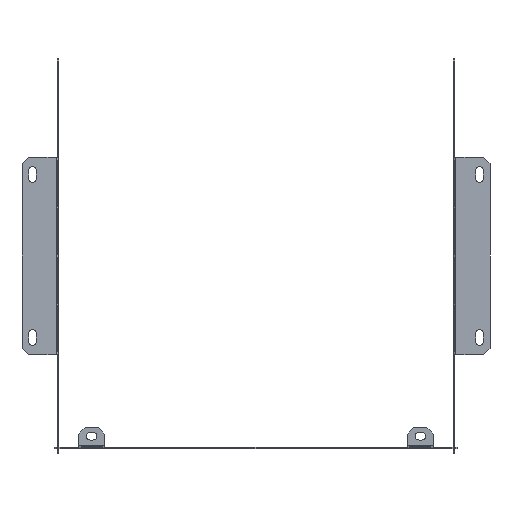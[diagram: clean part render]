
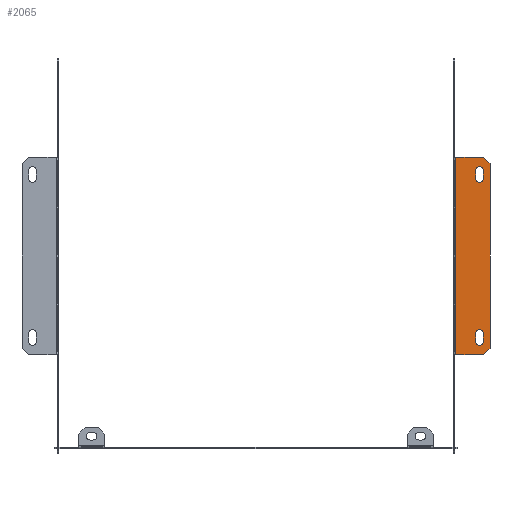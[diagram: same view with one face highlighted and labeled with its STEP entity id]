
A CAD part, left-side view. The second image highlights one B-rep face of the part: STEP entity #2065.
In plain terms, the highlighted face is planar.
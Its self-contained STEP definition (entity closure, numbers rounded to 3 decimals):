
#291 = AXIS2_PLACEMENT_3D ( 'NONE', #16608, #7515, #10037 ) ;
#308 = AXIS2_PLACEMENT_3D ( 'NONE', #1178, #8932, #6327 ) ;
#784 = ORIENTED_EDGE ( 'NONE', *, *, #10594, .F. ) ;
#953 = CARTESIAN_POINT ( 'NONE',  ( 22.004, 65., 149.5 ) ) ;
#1093 = CIRCLE ( 'NONE', #291, 3. ) ;
#1178 = CARTESIAN_POINT ( 'NONE',  ( -148.796, 0., 149.5 ) ) ;
#1185 = ORIENTED_EDGE ( 'NONE', *, *, #16304, .F. ) ;
#1203 = CARTESIAN_POINT ( 'NONE',  ( 22.004, 59., 149.5 ) ) ;
#1205 = VECTOR ( 'NONE', #9367, 1000. ) ;
#1292 = VERTEX_POINT ( 'NONE', #11179 ) ;
#1343 = FACE_BOUND ( 'NONE', #15018, .T. ) ;
#1567 = DIRECTION ( 'NONE',  ( 0.707, 0.707, 0. ) ) ;
#1772 = EDGE_CURVE ( 'NONE', #3499, #12552, #1920, .T. ) ;
#1816 = CARTESIAN_POINT ( 'NONE',  ( 27.004, -70., 149.5 ) ) ;
#1920 = CIRCLE ( 'NONE', #14018, 3. ) ;
#1945 = DIRECTION ( 'NONE',  ( -1., 0., 0. ) ) ;
#2065 = ADVANCED_FACE ( 'NONE', ( #7591, #1343, #14237 ), #11707, .F. ) ;
#2107 = CIRCLE ( 'NONE', #10186, 3. ) ;
#2224 = LINE ( 'NONE', #14795, #10489 ) ;
#2442 = DIRECTION ( 'NONE',  ( 0., 0., 1. ) ) ;
#3026 = CARTESIAN_POINT ( 'NONE',  ( 22.004, 75., 149.5 ) ) ;
#3040 = CARTESIAN_POINT ( 'NONE',  ( 22.004, -65., 149.5 ) ) ;
#3125 = LINE ( 'NONE', #3040, #1205 ) ;
#3164 = LINE ( 'NONE', #15898, #4654 ) ;
#3184 = LINE ( 'NONE', #12124, #13807 ) ;
#3359 = DIRECTION ( 'NONE',  ( -0.707, 0.707, 0. ) ) ;
#3499 = VERTEX_POINT ( 'NONE', #8338 ) ;
#3585 = ORIENTED_EDGE ( 'NONE', *, *, #1772, .T. ) ;
#3652 = EDGE_LOOP ( 'NONE', ( #3585, #8757, #16328, #14492 ) ) ;
#3696 = CARTESIAN_POINT ( 'NONE',  ( 22.004, -75., 149.5 ) ) ;
#3703 = CARTESIAN_POINT ( 'NONE',  ( 19.004, -65., 149.5 ) ) ;
#3908 = EDGE_CURVE ( 'NONE', #8469, #4089, #3164, .T. ) ;
#4089 = VERTEX_POINT ( 'NONE', #7218 ) ;
#4199 = ORIENTED_EDGE ( 'NONE', *, *, #14113, .T. ) ;
#4371 = ORIENTED_EDGE ( 'NONE', *, *, #6332, .T. ) ;
#4407 = VECTOR ( 'NONE', #8850, 1000. ) ;
#4549 = DIRECTION ( 'NONE',  ( 0., 0., -1. ) ) ;
#4654 = VECTOR ( 'NONE', #10677, 1000. ) ;
#4681 = EDGE_CURVE ( 'NONE', #1292, #14265, #3125, .T. ) ;
#4900 = EDGE_LOOP ( 'NONE', ( #1185, #4371, #8547, #5294, #4199, #16344 ) ) ;
#5036 = DIRECTION ( 'NONE',  ( 0., 0., -1. ) ) ;
#5226 = CARTESIAN_POINT ( 'NONE',  ( 27.004, -75., 149.5 ) ) ;
#5274 = VECTOR ( 'NONE', #1567, 1000. ) ;
#5294 = ORIENTED_EDGE ( 'NONE', *, *, #10965, .T. ) ;
#5639 = EDGE_CURVE ( 'NONE', #15060, #3499, #14669, .T. ) ;
#5651 = CARTESIAN_POINT ( 'NONE',  ( 16.004, 65., 149.5 ) ) ;
#5694 = CARTESIAN_POINT ( 'NONE',  ( 22.004, -75., 149.5 ) ) ;
#5804 = VECTOR ( 'NONE', #12054, 1000. ) ;
#6327 = DIRECTION ( 'NONE',  ( -1., 0., 0. ) ) ;
#6332 = EDGE_CURVE ( 'NONE', #13766, #15771, #13288, .T. ) ;
#7016 = CARTESIAN_POINT ( 'NONE',  ( 27.004, 75., 149.5 ) ) ;
#7050 = CARTESIAN_POINT ( 'NONE',  ( 27.004, 70., 149.5 ) ) ;
#7218 = CARTESIAN_POINT ( 'NONE',  ( 16.004, -65., 149.5 ) ) ;
#7431 = LINE ( 'NONE', #5226, #4407 ) ;
#7515 = DIRECTION ( 'NONE',  ( 0., 0., 1. ) ) ;
#7591 = FACE_OUTER_BOUND ( 'NONE', #4900, .T. ) ;
#7595 = DIRECTION ( 'NONE',  ( -1., 0., 0. ) ) ;
#8263 = CARTESIAN_POINT ( 'NONE',  ( 22.004, 75., 149.5 ) ) ;
#8338 = CARTESIAN_POINT ( 'NONE',  ( 16.004, 65., 149.5 ) ) ;
#8459 = DIRECTION ( 'NONE',  ( 0., -1., 0. ) ) ;
#8469 = VERTEX_POINT ( 'NONE', #13087 ) ;
#8547 = ORIENTED_EDGE ( 'NONE', *, *, #9357, .T. ) ;
#8757 = ORIENTED_EDGE ( 'NONE', *, *, #14511, .T. ) ;
#8771 = EDGE_CURVE ( 'NONE', #4089, #1292, #2107, .T. ) ;
#8850 = DIRECTION ( 'NONE',  ( -1., 0., 0. ) ) ;
#8932 = DIRECTION ( 'NONE',  ( 0., 0., -1. ) ) ;
#8933 = CARTESIAN_POINT ( 'NONE',  ( 16.004, 59., 149.5 ) ) ;
#9134 = VECTOR ( 'NONE', #9787, 1000. ) ;
#9352 = CARTESIAN_POINT ( 'NONE',  ( 1., -75., 149.5 ) ) ;
#9357 = EDGE_CURVE ( 'NONE', #15771, #15819, #16196, .T. ) ;
#9367 = DIRECTION ( 'NONE',  ( 0., 1., 0. ) ) ;
#9383 = ORIENTED_EDGE ( 'NONE', *, *, #3908, .F. ) ;
#9696 = VECTOR ( 'NONE', #8459, 1000. ) ;
#9787 = DIRECTION ( 'NONE',  ( 0., 1., 0. ) ) ;
#10037 = DIRECTION ( 'NONE',  ( -1., 0., 0. ) ) ;
#10186 = AXIS2_PLACEMENT_3D ( 'NONE', #3703, #2442, #7595 ) ;
#10257 = DIRECTION ( 'NONE',  ( -1., 0., 0. ) ) ;
#10308 = ORIENTED_EDGE ( 'NONE', *, *, #4681, .F. ) ;
#10489 = VECTOR ( 'NONE', #16139, 1000. ) ;
#10594 = EDGE_CURVE ( 'NONE', #14265, #8469, #1093, .T. ) ;
#10677 = DIRECTION ( 'NONE',  ( 0., -1., 0. ) ) ;
#10739 = VERTEX_POINT ( 'NONE', #9352 ) ;
#10853 = CIRCLE ( 'NONE', #13551, 3. ) ;
#10965 = EDGE_CURVE ( 'NONE', #15819, #10974, #14832, .T. ) ;
#10974 = VERTEX_POINT ( 'NONE', #8263 ) ;
#11179 = CARTESIAN_POINT ( 'NONE',  ( 22.004, -65., 149.5 ) ) ;
#11574 = CARTESIAN_POINT ( 'NONE',  ( 22.004, -59., 149.5 ) ) ;
#11707 = PLANE ( 'NONE',  #308 ) ;
#12054 = DIRECTION ( 'NONE',  ( 0., 1., 0. ) ) ;
#12124 = CARTESIAN_POINT ( 'NONE',  ( 1., 0., 149.5 ) ) ;
#12372 = DIRECTION ( 'NONE',  ( 0., 1., 0. ) ) ;
#12552 = VERTEX_POINT ( 'NONE', #14816 ) ;
#12792 = CARTESIAN_POINT ( 'NONE',  ( 19.004, 59., 149.5 ) ) ;
#12934 = VECTOR ( 'NONE', #3359, 1000. ) ;
#13087 = CARTESIAN_POINT ( 'NONE',  ( 16.004, -59., 149.5 ) ) ;
#13125 = ORIENTED_EDGE ( 'NONE', *, *, #8771, .F. ) ;
#13288 = LINE ( 'NONE', #5694, #5274 ) ;
#13551 = AXIS2_PLACEMENT_3D ( 'NONE', #12792, #5036, #10257 ) ;
#13578 = CARTESIAN_POINT ( 'NONE',  ( 19.004, 65., 149.5 ) ) ;
#13757 = LINE ( 'NONE', #953, #9696 ) ;
#13766 = VERTEX_POINT ( 'NONE', #3696 ) ;
#13807 = VECTOR ( 'NONE', #12372, 1000. ) ;
#14018 = AXIS2_PLACEMENT_3D ( 'NONE', #13578, #4549, #1945 ) ;
#14113 = EDGE_CURVE ( 'NONE', #10974, #16632, #2224, .T. ) ;
#14237 = FACE_BOUND ( 'NONE', #3652, .T. ) ;
#14265 = VERTEX_POINT ( 'NONE', #11574 ) ;
#14492 = ORIENTED_EDGE ( 'NONE', *, *, #5639, .T. ) ;
#14511 = EDGE_CURVE ( 'NONE', #12552, #15882, #13757, .T. ) ;
#14669 = LINE ( 'NONE', #5651, #5804 ) ;
#14795 = CARTESIAN_POINT ( 'NONE',  ( 27.004, 75., 149.5 ) ) ;
#14816 = CARTESIAN_POINT ( 'NONE',  ( 22.004, 65., 149.5 ) ) ;
#14832 = LINE ( 'NONE', #3026, #12934 ) ;
#15018 = EDGE_LOOP ( 'NONE', ( #10308, #13125, #9383, #784 ) ) ;
#15060 = VERTEX_POINT ( 'NONE', #8933 ) ;
#15306 = EDGE_CURVE ( 'NONE', #10739, #16632, #3184, .T. ) ;
#15428 = EDGE_CURVE ( 'NONE', #15882, #15060, #10853, .T. ) ;
#15771 = VERTEX_POINT ( 'NONE', #1816 ) ;
#15819 = VERTEX_POINT ( 'NONE', #7050 ) ;
#15882 = VERTEX_POINT ( 'NONE', #1203 ) ;
#15898 = CARTESIAN_POINT ( 'NONE',  ( 16.004, -65., 149.5 ) ) ;
#16139 = DIRECTION ( 'NONE',  ( -1., 0., 0. ) ) ;
#16174 = CARTESIAN_POINT ( 'NONE',  ( 1., 75., 149.5 ) ) ;
#16196 = LINE ( 'NONE', #7016, #9134 ) ;
#16304 = EDGE_CURVE ( 'NONE', #13766, #10739, #7431, .T. ) ;
#16328 = ORIENTED_EDGE ( 'NONE', *, *, #15428, .T. ) ;
#16344 = ORIENTED_EDGE ( 'NONE', *, *, #15306, .F. ) ;
#16608 = CARTESIAN_POINT ( 'NONE',  ( 19.004, -59., 149.5 ) ) ;
#16632 = VERTEX_POINT ( 'NONE', #16174 ) ;
